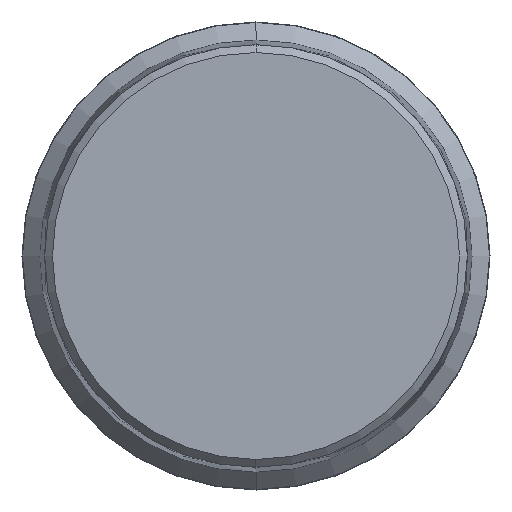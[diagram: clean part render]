
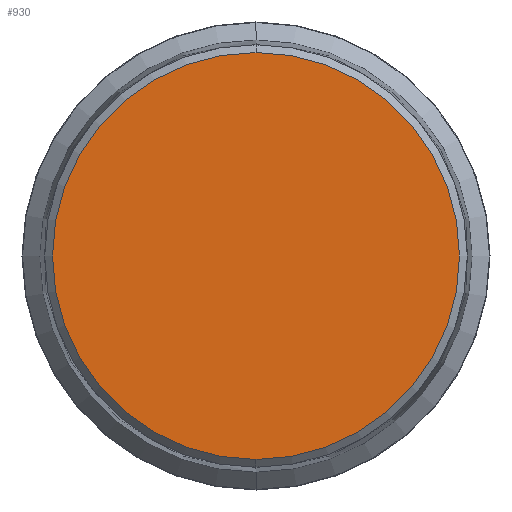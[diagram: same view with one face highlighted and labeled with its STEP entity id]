
A CAD part, front view. The second image highlights one B-rep face of the part: STEP entity #930.
In plain terms, the highlighted planar face has unit normal (0, -1, 0).
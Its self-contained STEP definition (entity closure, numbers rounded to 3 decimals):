
#930=ADVANCED_FACE('',(#1789),#1790,.T.);
#1789=FACE_OUTER_BOUND('',#2604,.T.);
#1790=PLANE('',#2605);
#2604=EDGE_LOOP('',(#4731,#4732));
#2605=AXIS2_PLACEMENT_3D('',#4733,#4734,#4735);
#4731=ORIENTED_EDGE('',*,*,#5515,.T.);
#4732=ORIENTED_EDGE('',*,*,#5546,.T.);
#4733=CARTESIAN_POINT('',(0.0,-18.0,6.522));
#4734=DIRECTION('',(0.0,-1.0,0.0));
#4735=DIRECTION('',(0.0,0.0,1.0));
#5515=EDGE_CURVE('',#6626,#6630,#6632,.T.);
#5546=EDGE_CURVE('',#6630,#6626,#6674,.T.);
#6626=VERTEX_POINT('',#8252);
#6630=VERTEX_POINT('',#8257);
#6632=CIRCLE('',#8260,13.044);
#6674=CIRCLE('',#8310,13.044);
#8252=CARTESIAN_POINT('',(0.0,-18.0,13.044));
#8257=CARTESIAN_POINT('',(0.,-18.0,-13.044));
#8260=AXIS2_PLACEMENT_3D('',#9376,#9377,#9378);
#8310=AXIS2_PLACEMENT_3D('',#9420,#9421,#9422);
#9376=CARTESIAN_POINT('',(0.0,-18.0,0.0));
#9377=DIRECTION('',(0.0,-1.0,0.0));
#9378=DIRECTION('',(0.0,0.0,1.0));
#9420=CARTESIAN_POINT('',(0.0,-18.0,0.0));
#9421=DIRECTION('',(0.0,-1.0,0.0));
#9422=DIRECTION('',(0.0,0.0,1.0));
